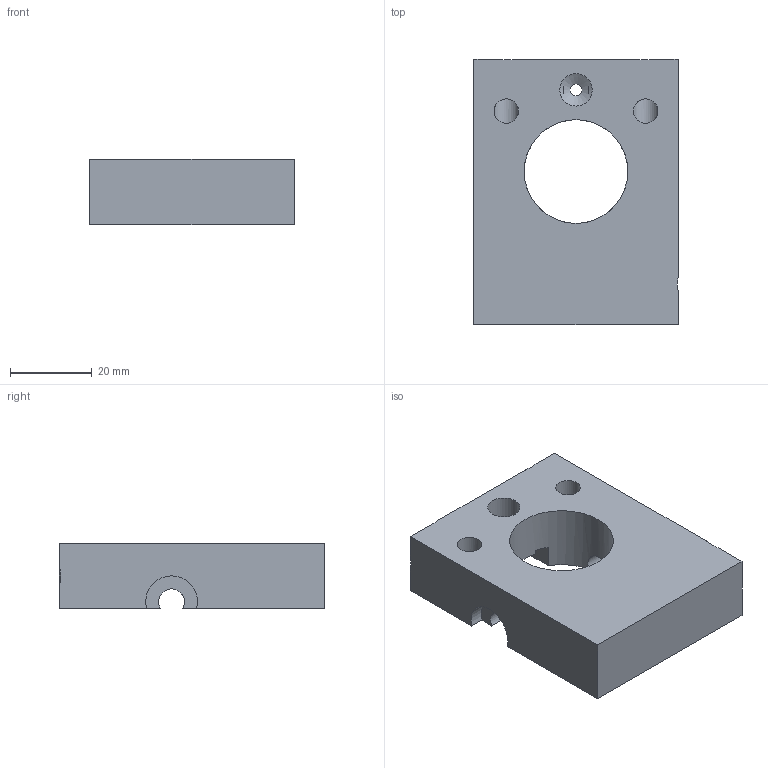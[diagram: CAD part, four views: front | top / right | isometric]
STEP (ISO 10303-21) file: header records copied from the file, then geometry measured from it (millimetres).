
FILE_DESCRIPTION(/* description */ (''),/* implementation_level */ '2;1');
FILE_NAME(/* name */ 'CuvetteHolderBody.stp',/* time_stamp */ '2022-02-11T09:05:17-07:00',/* author */ ('wilso'),/* organization */ (''),/* preprocessor_version */ 'ST-DEVELOPER v18.1',/* originating_system */ 'Autodesk Inventor 2022',/* authorisation */ '');
FILE_SCHEMA (('AUTOMOTIVE_DESIGN { 1 0 10303 214 3 1 1 }'));
Length unit declared in the file: millimetre
Products named in the file (1): CuvetteHolderBody
Bounding box: 50 x 65 x 16.15 mm (x, y, z)
Volume: 35105.1 mm3; surface area: 13918.3 mm2
Topology: 1 solids, 1 shells, 45 faces, 139 edges, 92 vertices
Faces by surface type: plane 25, cylinder 15, cone 5
Full cylindrical faces by diameter (mm): 6 x2, 6.35 x3, 7.938 x3, 25.4 x1
Entity records: 1883 total; most frequent: CARTESIAN_POINT 583, ORIENTED_EDGE 276, DIRECTION 253, EDGE_CURVE 138, VERTEX_POINT 92, AXIS2_PLACEMENT_3D 91, LINE 71, VECTOR 71
